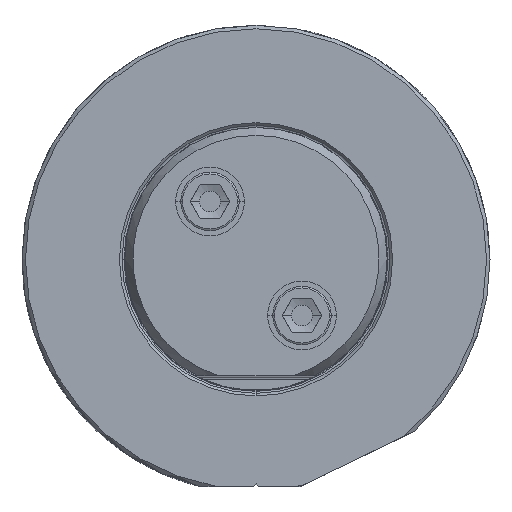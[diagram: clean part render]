
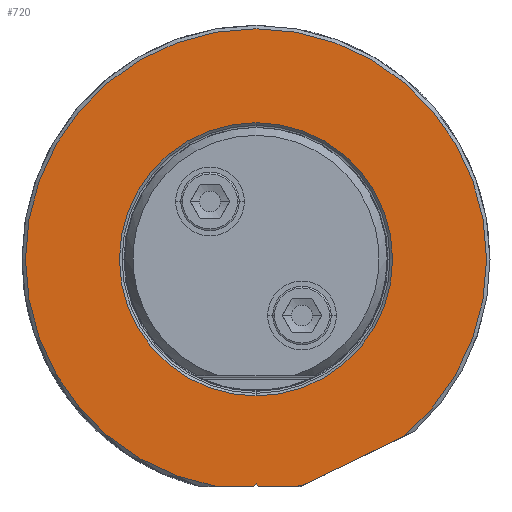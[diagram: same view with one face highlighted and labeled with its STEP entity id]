
A CAD part, top view. The second image highlights one B-rep face of the part: STEP entity #720.
In plain terms, the highlighted planar face has unit normal (0, 0, 1).
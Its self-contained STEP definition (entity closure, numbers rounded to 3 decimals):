
#233=PLANE('',#6259);
#720=ADVANCED_FACE('',(#1025,#1026),#233,.T.);
#1025=FACE_BOUND('',#1200,.T.);
#1026=FACE_BOUND('',#1201,.T.);
#1200=EDGE_LOOP('',(#3488,#3489,#3490,#3491,#3492,#3493,#3494,#3495));
#1201=EDGE_LOOP('',(#3496,#3497));
#1496=CIRCLE('',#6253,33.5);
#1497=CIRCLE('',#6254,33.5);
#1498=CIRCLE('',#6256,33.5);
#1499=CIRCLE('',#6257,19.85);
#1500=CIRCLE('',#6258,19.85);
#1811=LINE('',#12391,#2137);
#1813=LINE('',#12409,#2139);
#1815=LINE('',#12413,#2141);
#1817=LINE('',#12417,#2143);
#1819=LINE('',#12421,#2145);
#2137=VECTOR('',#7247,1.);
#2139=VECTOR('',#7251,1.);
#2141=VECTOR('',#7255,1.);
#2143=VECTOR('',#7259,1.);
#2145=VECTOR('',#7263,1.);
#3488=ORIENTED_EDGE('',*,*,#5413,.T.);
#3489=ORIENTED_EDGE('',*,*,#5336,.T.);
#3490=ORIENTED_EDGE('',*,*,#5412,.T.);
#3491=ORIENTED_EDGE('',*,*,#5411,.T.);
#3492=ORIENTED_EDGE('',*,*,#5346,.F.);
#3493=ORIENTED_EDGE('',*,*,#5344,.T.);
#3494=ORIENTED_EDGE('',*,*,#5342,.T.);
#3495=ORIENTED_EDGE('',*,*,#5340,.F.);
#3496=ORIENTED_EDGE('',*,*,#5414,.T.);
#3497=ORIENTED_EDGE('',*,*,#5415,.T.);
#4636=VERTEX_POINT('',#12390);
#4637=VERTEX_POINT('',#12392);
#4639=VERTEX_POINT('',#12408);
#4640=VERTEX_POINT('',#12410);
#4641=VERTEX_POINT('',#12414);
#4642=VERTEX_POINT('',#12418);
#4643=VERTEX_POINT('',#12422);
#4679=VERTEX_POINT('',#14664);
#4680=VERTEX_POINT('',#14669);
#4681=VERTEX_POINT('',#14670);
#5336=EDGE_CURVE('',#4637,#4636,#1811,.T.);
#5340=EDGE_CURVE('',#4639,#4640,#1813,.T.);
#5342=EDGE_CURVE('',#4641,#4640,#1815,.T.);
#5344=EDGE_CURVE('',#4642,#4641,#1817,.T.);
#5346=EDGE_CURVE('',#4642,#4643,#1819,.T.);
#5411=EDGE_CURVE('',#4679,#4643,#1496,.T.);
#5412=EDGE_CURVE('',#4636,#4679,#1497,.T.);
#5413=EDGE_CURVE('',#4639,#4637,#1498,.T.);
#5414=EDGE_CURVE('',#4680,#4681,#1499,.T.);
#5415=EDGE_CURVE('',#4681,#4680,#1500,.T.);
#6253=AXIS2_PLACEMENT_3D('',#14663,#7357,#7358);
#6254=AXIS2_PLACEMENT_3D('',#14665,#7359,#7360);
#6256=AXIS2_PLACEMENT_3D('',#14667,#7363,#7364);
#6257=AXIS2_PLACEMENT_3D('',#14668,#7365,#7366);
#6258=AXIS2_PLACEMENT_3D('',#14671,#7367,#7368);
#6259=AXIS2_PLACEMENT_3D('',#14672,#7369,#7370);
#7247=DIRECTION('',(0.9,0.435,0.));
#7251=DIRECTION('',(-1.,0.,0.));
#7255=DIRECTION('',(0.707,-0.707,0.));
#7259=DIRECTION('',(0.707,0.707,0.));
#7263=DIRECTION('',(-1.,0.,0.));
#7357=DIRECTION('',(0.,0.,1.));
#7358=DIRECTION('',(0.,1.,0.));
#7359=DIRECTION('',(0.,0.,1.));
#7360=DIRECTION('',(0.64,-0.768,0.));
#7363=DIRECTION('',(0.,0.,1.));
#7364=DIRECTION('',(0.172,-0.985,0.));
#7365=DIRECTION('',(0.,0.,-1.));
#7366=DIRECTION('',(0.,-1.,0.));
#7367=DIRECTION('',(0.,0.,-1.));
#7368=DIRECTION('',(0.,1.,0.));
#7369=DIRECTION('',(0.,0.,1.));
#7370=DIRECTION('',(0.,-1.,0.));
#12390=CARTESIAN_POINT('',(21.454,-25.729,0.));
#12391=CARTESIAN_POINT('',(6.824,-32.798,0.));
#12392=CARTESIAN_POINT('',(6.824,-32.798,0.));
#12408=CARTESIAN_POINT('',(5.766,-33.,0.));
#12409=CARTESIAN_POINT('',(5.766,-33.,0.));
#12410=CARTESIAN_POINT('',(0.354,-33.,0.));
#12413=CARTESIAN_POINT('',(0.,-32.646,0.));
#12414=CARTESIAN_POINT('',(0.,-32.646,0.));
#12417=CARTESIAN_POINT('',(-0.354,-33.,0.));
#12418=CARTESIAN_POINT('',(-0.354,-33.,0.));
#12421=CARTESIAN_POINT('',(-0.354,-33.,0.));
#12422=CARTESIAN_POINT('',(-5.766,-33.,0.));
#14663=CARTESIAN_POINT('',(0.,0.,0.));
#14664=CARTESIAN_POINT('',(0.,33.5,0.));
#14665=CARTESIAN_POINT('',(0.,0.,0.));
#14667=CARTESIAN_POINT('',(0.,0.,0.));
#14668=CARTESIAN_POINT('',(0.,0.,0.));
#14669=CARTESIAN_POINT('',(0.,-19.85,0.));
#14670=CARTESIAN_POINT('',(0.,19.85,0.));
#14671=CARTESIAN_POINT('',(0.,0.,0.));
#14672=CARTESIAN_POINT('',(0.,0.25,0.));
